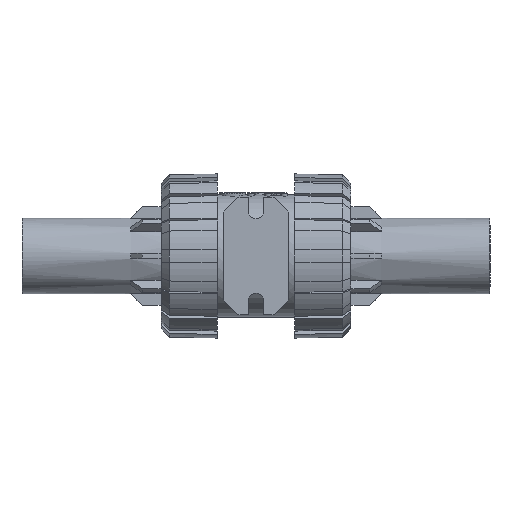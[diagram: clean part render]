
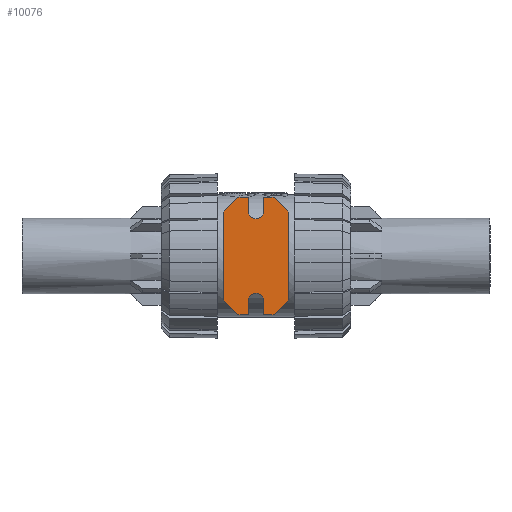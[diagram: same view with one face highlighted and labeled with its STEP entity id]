
A CAD part, front view. The second image highlights one B-rep face of the part: STEP entity #10076.
In plain terms, the highlighted planar face has unit normal (0, -1, 0).
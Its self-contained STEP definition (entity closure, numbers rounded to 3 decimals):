
#834=CIRCLE('',#10979,3.2);
#835=CIRCLE('',#10988,3.2);
#1061=PLANE('',#10992);
#1619=FACE_OUTER_BOUND('',#2170,.T.);
#2170=EDGE_LOOP('',(#9159,#9160,#9161,#9162,#9163,#9164,#9165,#9166,#9167,
#9168,#9169,#9170,#9171,#9172,#9173,#9174));
#2825=LINE('',#20126,#3552);
#2877=LINE('',#20241,#3604);
#2879=LINE('',#20245,#3606);
#2881=LINE('',#20249,#3608);
#2884=LINE('',#20257,#3611);
#2886=LINE('',#20261,#3613);
#2888=LINE('',#20265,#3615);
#2890=LINE('',#20269,#3617);
#2892=LINE('',#20273,#3619);
#2894=LINE('',#20277,#3621);
#2896=LINE('',#20281,#3623);
#2899=LINE('',#20289,#3626);
#2901=LINE('',#20293,#3628);
#2902=LINE('',#20295,#3629);
#3552=VECTOR('',#13269,1.);
#3604=VECTOR('',#13377,1.);
#3606=VECTOR('',#13381,1.);
#3608=VECTOR('',#13385,1.);
#3611=VECTOR('',#13394,1.);
#3613=VECTOR('',#13398,1.);
#3615=VECTOR('',#13402,1.);
#3617=VECTOR('',#13406,1.);
#3619=VECTOR('',#13410,1.);
#3621=VECTOR('',#13414,1.);
#3623=VECTOR('',#13418,1.);
#3626=VECTOR('',#13427,1.);
#3628=VECTOR('',#13431,1.);
#3629=VECTOR('',#13434,1.);
#4757=VERTEX_POINT('',#20123);
#4758=VERTEX_POINT('',#20125);
#4793=VERTEX_POINT('',#20239);
#4794=VERTEX_POINT('',#20243);
#4795=VERTEX_POINT('',#20247);
#4796=VERTEX_POINT('',#20251);
#4797=VERTEX_POINT('',#20255);
#4798=VERTEX_POINT('',#20259);
#4799=VERTEX_POINT('',#20263);
#4800=VERTEX_POINT('',#20267);
#4801=VERTEX_POINT('',#20271);
#4802=VERTEX_POINT('',#20275);
#4803=VERTEX_POINT('',#20279);
#4804=VERTEX_POINT('',#20283);
#4805=VERTEX_POINT('',#20287);
#4806=VERTEX_POINT('',#20291);
#6198=EDGE_CURVE('',#4758,#4757,#2825,.T.);
#6256=EDGE_CURVE('',#4757,#4793,#2877,.T.);
#6258=EDGE_CURVE('',#4793,#4794,#2879,.T.);
#6260=EDGE_CURVE('',#4794,#4795,#2881,.T.);
#6262=EDGE_CURVE('',#4795,#4796,#834,.T.);
#6264=EDGE_CURVE('',#4796,#4797,#2884,.T.);
#6266=EDGE_CURVE('',#4797,#4798,#2886,.T.);
#6268=EDGE_CURVE('',#4798,#4799,#2888,.T.);
#6270=EDGE_CURVE('',#4799,#4800,#2890,.T.);
#6272=EDGE_CURVE('',#4800,#4801,#2892,.T.);
#6274=EDGE_CURVE('',#4801,#4802,#2894,.T.);
#6276=EDGE_CURVE('',#4802,#4803,#2896,.T.);
#6278=EDGE_CURVE('',#4803,#4804,#835,.T.);
#6280=EDGE_CURVE('',#4804,#4805,#2899,.T.);
#6282=EDGE_CURVE('',#4805,#4806,#2901,.T.);
#6283=EDGE_CURVE('',#4806,#4758,#2902,.T.);
#9159=ORIENTED_EDGE('',*,*,#6198,.T.);
#9160=ORIENTED_EDGE('',*,*,#6256,.T.);
#9161=ORIENTED_EDGE('',*,*,#6258,.T.);
#9162=ORIENTED_EDGE('',*,*,#6260,.T.);
#9163=ORIENTED_EDGE('',*,*,#6262,.T.);
#9164=ORIENTED_EDGE('',*,*,#6264,.T.);
#9165=ORIENTED_EDGE('',*,*,#6266,.T.);
#9166=ORIENTED_EDGE('',*,*,#6268,.T.);
#9167=ORIENTED_EDGE('',*,*,#6270,.T.);
#9168=ORIENTED_EDGE('',*,*,#6272,.T.);
#9169=ORIENTED_EDGE('',*,*,#6274,.T.);
#9170=ORIENTED_EDGE('',*,*,#6276,.T.);
#9171=ORIENTED_EDGE('',*,*,#6278,.T.);
#9172=ORIENTED_EDGE('',*,*,#6280,.T.);
#9173=ORIENTED_EDGE('',*,*,#6282,.T.);
#9174=ORIENTED_EDGE('',*,*,#6283,.T.);
#10076=ADVANCED_FACE('',(#1619),#1061,.F.);
#10979=AXIS2_PLACEMENT_3D('',#20253,#13389,#13390);
#10988=AXIS2_PLACEMENT_3D('',#20285,#13422,#13423);
#10992=AXIS2_PLACEMENT_3D('',#20296,#13435,#13436);
#13269=DIRECTION('',(0.,0.,-1.));
#13377=DIRECTION('',(0.707,0.,-0.707));
#13381=DIRECTION('',(1.,0.,0.));
#13385=DIRECTION('',(0.,0.,1.));
#13389=DIRECTION('center_axis',(0.,1.,0.));
#13390=DIRECTION('ref_axis',(-1.,0.,0.));
#13394=DIRECTION('',(0.,0.,-1.));
#13398=DIRECTION('',(1.,0.,0.));
#13402=DIRECTION('',(0.707,0.,0.707));
#13406=DIRECTION('',(0.,0.,1.));
#13410=DIRECTION('',(-0.707,0.,0.707));
#13414=DIRECTION('',(-1.,0.,0.));
#13418=DIRECTION('',(0.,0.,-1.));
#13422=DIRECTION('center_axis',(0.,1.,0.));
#13423=DIRECTION('ref_axis',(1.,0.,0.));
#13427=DIRECTION('',(0.,0.,1.));
#13431=DIRECTION('',(-1.,0.,0.));
#13434=DIRECTION('',(-0.707,0.,-0.707));
#13435=DIRECTION('center_axis',(0.,1.,0.));
#13436=DIRECTION('ref_axis',(1.,0.,0.));
#20123=CARTESIAN_POINT('',(-14.,-43.,-18.7));
#20125=CARTESIAN_POINT('',(-14.,-43.,18.7));
#20126=CARTESIAN_POINT('',(-14.,-43.,0.));
#20239=CARTESIAN_POINT('',(-7.7,-43.,-25.));
#20241=CARTESIAN_POINT('',(-14.,-43.,-18.7));
#20243=CARTESIAN_POINT('',(-3.2,-43.,-25.));
#20245=CARTESIAN_POINT('',(-7.7,-43.,-25.));
#20247=CARTESIAN_POINT('',(-3.2,-43.,-19.));
#20249=CARTESIAN_POINT('',(-3.2,-43.,-25.));
#20251=CARTESIAN_POINT('',(3.2,-43.,-19.));
#20253=CARTESIAN_POINT('Origin',(0.,-43.,-19.));
#20255=CARTESIAN_POINT('',(3.2,-43.,-25.));
#20257=CARTESIAN_POINT('',(3.2,-43.,-19.));
#20259=CARTESIAN_POINT('',(7.7,-43.,-25.));
#20261=CARTESIAN_POINT('',(3.2,-43.,-25.));
#20263=CARTESIAN_POINT('',(14.,-43.,-18.7));
#20265=CARTESIAN_POINT('',(7.7,-43.,-25.));
#20267=CARTESIAN_POINT('',(14.,-43.,18.7));
#20269=CARTESIAN_POINT('',(14.,-43.,-18.7));
#20271=CARTESIAN_POINT('',(7.7,-43.,25.));
#20273=CARTESIAN_POINT('',(14.,-43.,18.7));
#20275=CARTESIAN_POINT('',(3.2,-43.,25.));
#20277=CARTESIAN_POINT('',(7.7,-43.,25.));
#20279=CARTESIAN_POINT('',(3.2,-43.,19.));
#20281=CARTESIAN_POINT('',(3.2,-43.,25.));
#20283=CARTESIAN_POINT('',(-3.2,-43.,19.));
#20285=CARTESIAN_POINT('Origin',(0.,-43.,19.));
#20287=CARTESIAN_POINT('',(-3.2,-43.,25.));
#20289=CARTESIAN_POINT('',(-3.2,-43.,19.));
#20291=CARTESIAN_POINT('',(-7.7,-43.,25.));
#20293=CARTESIAN_POINT('',(-3.2,-43.,25.));
#20295=CARTESIAN_POINT('',(-7.7,-43.,25.));
#20296=CARTESIAN_POINT('Origin',(0.,-43.,0.));
